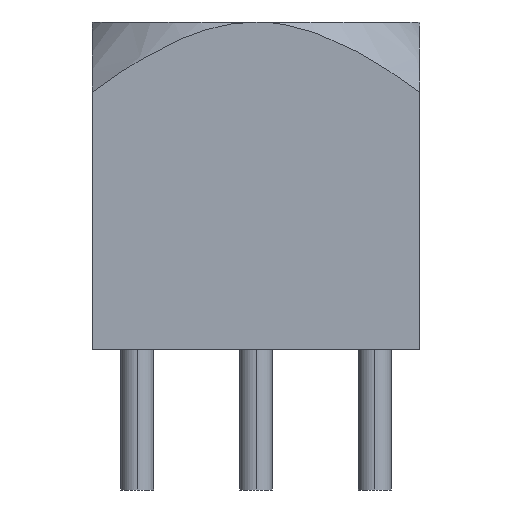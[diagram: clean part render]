
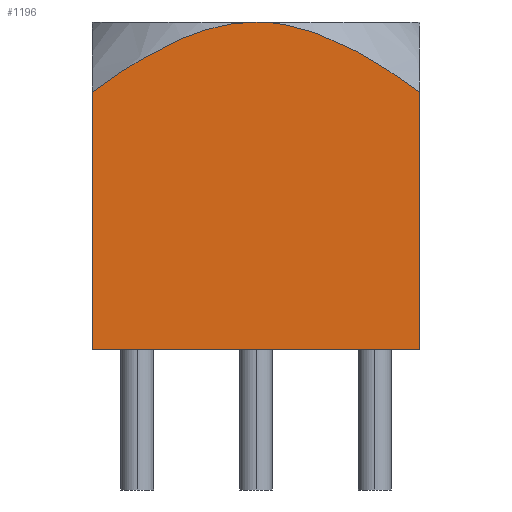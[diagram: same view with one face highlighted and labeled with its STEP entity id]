
A CAD part, left-side view. The second image highlights one B-rep face of the part: STEP entity #1196.
In plain terms, the highlighted planar face has unit normal (-1, 0, 0).
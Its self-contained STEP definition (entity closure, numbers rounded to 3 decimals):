
#907=CARTESIAN_POINT('',(-3.5,-3.5,0.0));
#908=VERTEX_POINT('',#907);
#915=CARTESIAN_POINT('',(-3.5,3.5,0.0));
#916=VERTEX_POINT('',#915);
#917=CARTESIAN_POINT('',(-3.5,3.5,0.0));
#918=DIRECTION('',(0.0,-1.0,0.0));
#919=VECTOR('',#918,7.0);
#920=LINE('',#917,#919);
#921=EDGE_CURVE('',#916,#908,#920,.T.);
#1072=CARTESIAN_POINT('',(-3.5,0.,7.));
#1073=VERTEX_POINT('',#1072);
#1114=CARTESIAN_POINT('',(-3.5,-3.5,5.5));
#1115=VERTEX_POINT('',#1114);
#1129=CARTESIAN_POINT('',(-3.5,-3.5,0.0));
#1130=DIRECTION('',(0.0,0.0,1.0));
#1131=VECTOR('',#1130,5.5);
#1132=LINE('',#1129,#1131);
#1133=EDGE_CURVE('',#908,#1115,#1132,.T.);
#1153=CARTESIAN_POINT('',(-3.5,0.,3.5));
#1154=DIRECTION('',(1.0,0.0,0.0));
#1155=DIRECTION('',(0.0,0.0,-1.0));
#1156=AXIS2_PLACEMENT_3D('',#1153,#1154,#1155);
#1157=PLANE('',#1156);
#1158=CARTESIAN_POINT('',(-3.5,3.5,5.5));
#1159=VERTEX_POINT('',#1158);
#1160=CARTESIAN_POINT('',(-3.5,0.,7.));
#1161=CARTESIAN_POINT('',(-3.5,1.45,7.));
#1162=CARTESIAN_POINT('',(-3.5,3.5,5.5));
#1170=(BOUNDED_CURVE()B_SPLINE_CURVE(2,(#1160,#1161,#1162),.UNSPECIFIED.,.F.,.U.)B_SPLINE_CURVE_WITH_KNOTS((3,3),(3.856,7.711),.UNSPECIFIED.)CURVE()GEOMETRIC_REPRESENTATION_ITEM()RATIONAL_B_SPLINE_CURVE((1.0,1.099,1.0))REPRESENTATION_ITEM(''));
#1171=EDGE_CURVE('',#1073,#1159,#1170,.T.);
#1172=ORIENTED_EDGE('',*,*,#1171,.T.);
#1173=CARTESIAN_POINT('',(-3.5,3.5,5.5));
#1174=DIRECTION('',(0.0,0.0,-1.0));
#1175=VECTOR('',#1174,5.5);
#1176=LINE('',#1173,#1175);
#1177=EDGE_CURVE('',#1159,#916,#1176,.T.);
#1178=ORIENTED_EDGE('',*,*,#1177,.T.);
#1179=ORIENTED_EDGE('',*,*,#921,.T.);
#1180=ORIENTED_EDGE('',*,*,#1133,.T.);
#1181=CARTESIAN_POINT('',(-3.5,-3.5,5.5));
#1182=CARTESIAN_POINT('',(-3.5,-1.45,7.));
#1183=CARTESIAN_POINT('',(-3.5,0.,7.));
#1191=(BOUNDED_CURVE()B_SPLINE_CURVE(2,(#1181,#1182,#1183),.UNSPECIFIED.,.F.,.U.)B_SPLINE_CURVE_WITH_KNOTS((3,3),(0.0,3.856),.UNSPECIFIED.)CURVE()GEOMETRIC_REPRESENTATION_ITEM()RATIONAL_B_SPLINE_CURVE((1.0,1.099,1.0))REPRESENTATION_ITEM(''));
#1192=EDGE_CURVE('',#1115,#1073,#1191,.T.);
#1193=ORIENTED_EDGE('',*,*,#1192,.T.);
#1194=EDGE_LOOP('',(#1172,#1178,#1179,#1180,#1193));
#1195=FACE_OUTER_BOUND('',#1194,.T.);
#1196=ADVANCED_FACE('',(#1195),#1157,.F.);
